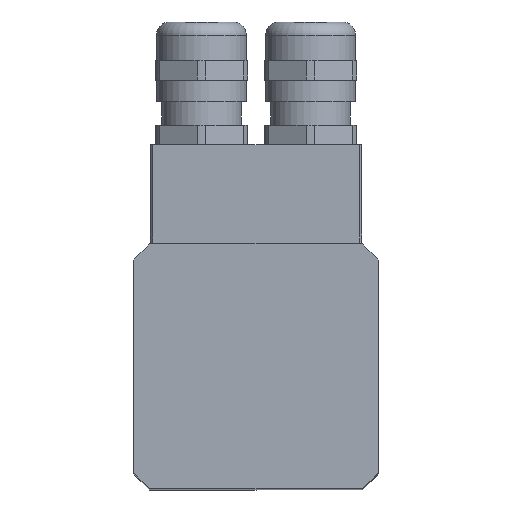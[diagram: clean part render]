
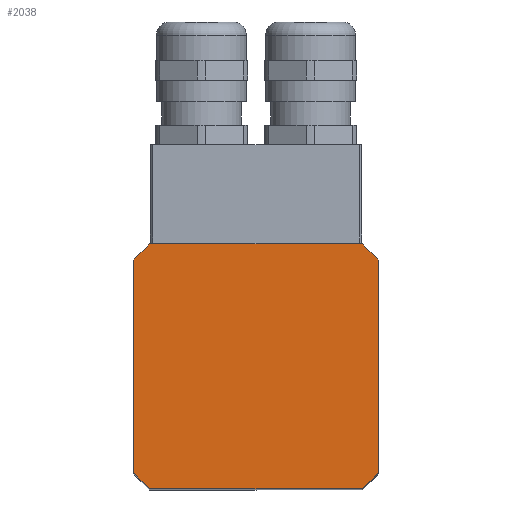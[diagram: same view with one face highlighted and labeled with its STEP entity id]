
A CAD part, top view. The second image highlights one B-rep face of the part: STEP entity #2038.
In plain terms, the highlighted planar face has unit normal (0, 0, 1).
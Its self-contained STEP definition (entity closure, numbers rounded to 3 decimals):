
#1707=CARTESIAN_POINT('',(-18.5,16.062,126.));
#1708=VERTEX_POINT('',#1707);
#1717=CARTESIAN_POINT('',(-16.062,18.5,126.));
#1718=VERTEX_POINT('',#1717);
#1719=CARTESIAN_POINT('',(0.0,0.0,126.));
#1720=DIRECTION('',(0.0,0.0,1.0));
#1721=DIRECTION('',(1.0,0.0,0.0));
#1722=AXIS2_PLACEMENT_3D('',#1719,#1720,#1721);
#1723=CIRCLE('',#1722,24.5);
#1724=EDGE_CURVE('',#1718,#1708,#1723,.T.);
#1751=CARTESIAN_POINT('',(18.5,16.062,126.));
#1752=VERTEX_POINT('',#1751);
#1768=CARTESIAN_POINT('',(16.062,18.5,126.));
#1769=VERTEX_POINT('',#1768);
#1776=CARTESIAN_POINT('',(0.0,0.0,126.));
#1777=DIRECTION('',(0.0,0.0,1.0));
#1778=DIRECTION('',(1.0,0.0,0.0));
#1779=AXIS2_PLACEMENT_3D('',#1776,#1777,#1778);
#1780=CIRCLE('',#1779,24.5);
#1781=EDGE_CURVE('',#1752,#1769,#1780,.T.);
#1791=CARTESIAN_POINT('',(-16.062,-18.5,126.));
#1792=VERTEX_POINT('',#1791);
#1801=CARTESIAN_POINT('',(-18.5,-16.062,126.));
#1802=VERTEX_POINT('',#1801);
#1803=CARTESIAN_POINT('',(0.0,0.0,126.));
#1804=DIRECTION('',(0.0,0.0,1.0));
#1805=DIRECTION('',(1.0,0.0,0.0));
#1806=AXIS2_PLACEMENT_3D('',#1803,#1804,#1805);
#1807=CIRCLE('',#1806,24.5);
#1808=EDGE_CURVE('',#1802,#1792,#1807,.T.);
#1833=CARTESIAN_POINT('',(18.5,-16.062,126.));
#1834=VERTEX_POINT('',#1833);
#1843=CARTESIAN_POINT('',(16.062,-18.5,126.));
#1844=VERTEX_POINT('',#1843);
#1845=CARTESIAN_POINT('',(0.0,0.0,126.));
#1846=DIRECTION('',(0.0,0.0,1.0));
#1847=DIRECTION('',(1.0,0.0,0.0));
#1848=AXIS2_PLACEMENT_3D('',#1845,#1846,#1847);
#1849=CIRCLE('',#1848,24.5);
#1850=EDGE_CURVE('',#1844,#1834,#1849,.T.);
#1883=CARTESIAN_POINT('',(-18.5,-16.062,126.));
#1884=DIRECTION('',(0.0,1.0,0.0));
#1885=VECTOR('',#1884,32.125);
#1886=LINE('',#1883,#1885);
#1887=EDGE_CURVE('',#1802,#1708,#1886,.T.);
#1917=CARTESIAN_POINT('',(16.062,-18.5,126.));
#1918=DIRECTION('',(-1.0,0.0,0.0));
#1919=VECTOR('',#1918,32.125);
#1920=LINE('',#1917,#1919);
#1921=EDGE_CURVE('',#1844,#1792,#1920,.T.);
#1973=CARTESIAN_POINT('',(18.5,16.062,126.));
#1974=DIRECTION('',(0.0,-1.0,0.0));
#1975=VECTOR('',#1974,32.125);
#1976=LINE('',#1973,#1975);
#1977=EDGE_CURVE('',#1752,#1834,#1976,.T.);
#2002=CARTESIAN_POINT('',(-16.062,18.5,126.));
#2003=DIRECTION('',(1.0,0.0,0.0));
#2004=VECTOR('',#2003,32.125);
#2005=LINE('',#2002,#2004);
#2006=EDGE_CURVE('',#1718,#1769,#2005,.T.);
#2023=CARTESIAN_POINT('',(0.,0.,126.));
#2024=DIRECTION('',(0.0,0.0,1.0));
#2025=DIRECTION('',(1.0,0.0,0.0));
#2026=AXIS2_PLACEMENT_3D('',#2023,#2024,#2025);
#2027=PLANE('',#2026);
#2028=ORIENTED_EDGE('',*,*,#1724,.T.);
#2029=ORIENTED_EDGE('',*,*,#1887,.F.);
#2030=ORIENTED_EDGE('',*,*,#1808,.T.);
#2031=ORIENTED_EDGE('',*,*,#1921,.F.);
#2032=ORIENTED_EDGE('',*,*,#1850,.T.);
#2033=ORIENTED_EDGE('',*,*,#1977,.F.);
#2034=ORIENTED_EDGE('',*,*,#1781,.T.);
#2035=ORIENTED_EDGE('',*,*,#2006,.F.);
#2036=EDGE_LOOP('',(#2028,#2029,#2030,#2031,#2032,#2033,#2034,#2035));
#2037=FACE_OUTER_BOUND('',#2036,.T.);
#2038=ADVANCED_FACE('',(#2037),#2027,.T.);
